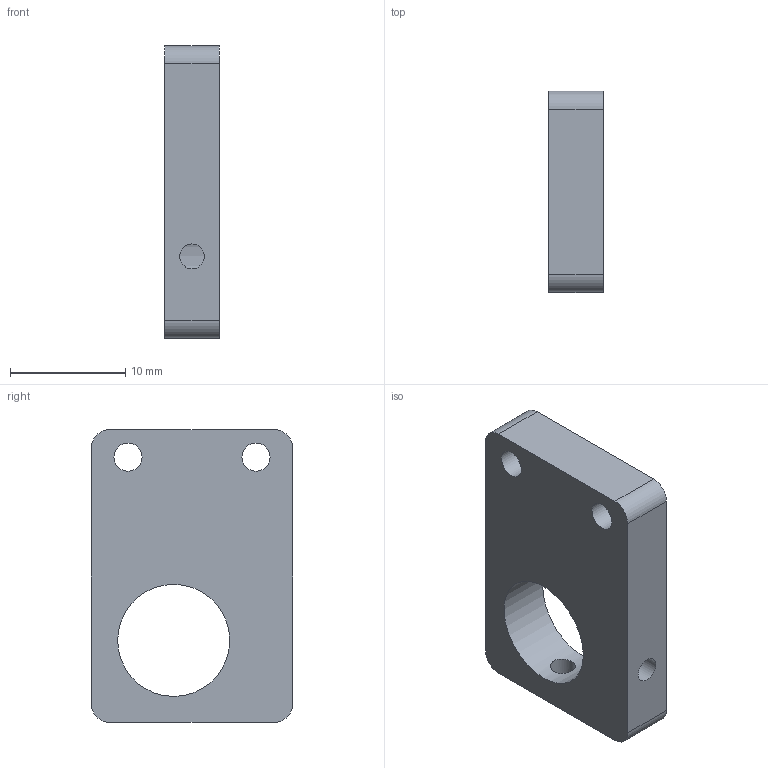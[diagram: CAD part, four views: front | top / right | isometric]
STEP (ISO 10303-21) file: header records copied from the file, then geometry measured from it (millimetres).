
FILE_DESCRIPTION(/* description */ (''),/* implementation_level */ '2;1');
FILE_NAME(/* name */ 'CONNECTOR PLATE.stp',/* time_stamp */ '2022-11-28T14:49:12-05:00',/* author */ ('tt2564'),/* organization */ (''),/* preprocessor_version */ 'ST-DEVELOPER v18.1',/* originating_system */ 'Autodesk Inventor 2022',/* authorisation */ '');
FILE_SCHEMA (('AUTOMOTIVE_DESIGN { 1 0 10303 214 3 1 1 }'));
Length unit declared in the file: inch
Products named in the file (1): CONNECTOR PLATE
Bounding box: 4.76 x 17.46 x 25.4 mm (x, y, z)
Volume: 1675.2 mm3; surface area: 1367.6 mm2
Topology: 1 solids, 1 shells, 15 faces, 41 edges, 28 vertices
Faces by surface type: cylinder 9, plane 6
Full cylindrical faces by diameter (mm): 2.159 x2, 2.438 x2, 9.728 x1
Entity records: 627 total; most frequent: CARTESIAN_POINT 155, DIRECTION 87, ORIENTED_EDGE 82, EDGE_CURVE 41, AXIS2_PLACEMENT_3D 33, VERTEX_POINT 28, EDGE_LOOP 25, LINE 21
